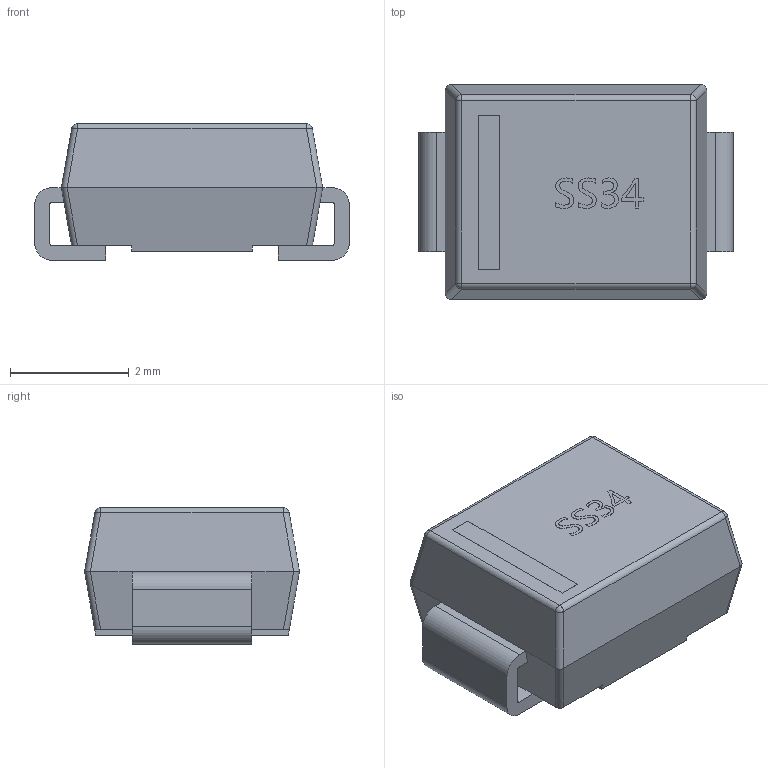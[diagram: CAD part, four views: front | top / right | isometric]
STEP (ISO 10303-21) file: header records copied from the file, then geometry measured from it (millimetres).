
FILE_DESCRIPTION (( 'STEP AP214' ), '1' );
FILE_NAME ('SMB_L4.4-W3.6-LS5.3-RD.STEP', '2021-09-05T12:34:52', ( '' ), ( '' ), 'SwSTEP 2.0', 'SolidWorks 2018', '' );
FILE_SCHEMA (( 'AUTOMOTIVE_DESIGN' ));
Length unit declared in the file: millimetre
Products named in the file (1): SMB_L4.4-W3.6-LS5.3-RD
Bounding box: 5.3 x 3.62 x 2.3 mm (x, y, z)
Volume: 32.6 mm3; surface area: 74.1 mm2
Topology: 1 solids, 1 shells, 185 faces, 494 edges, 320 vertices
Faces by surface type: plane 109, bspline 52, cylinder 20, sphere 4
Entity records: 10485 total; most frequent: CARTESIAN_POINT 4164, ORIENTED_EDGE 988, DIRECTION 678, EDGE_CURVE 494, VECTOR 354, LINE 354, VERTEX_POINT 320, EDGE_LOOP 198
